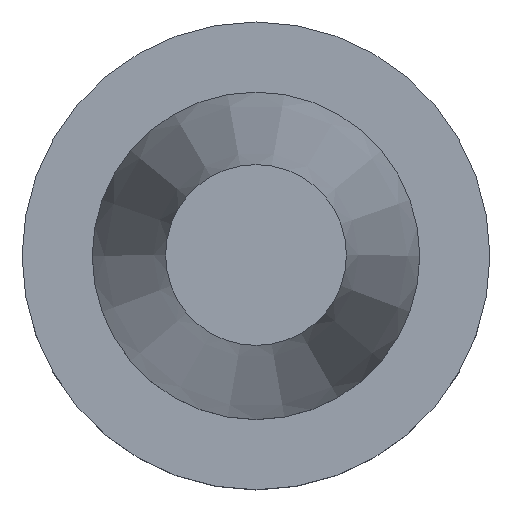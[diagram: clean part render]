
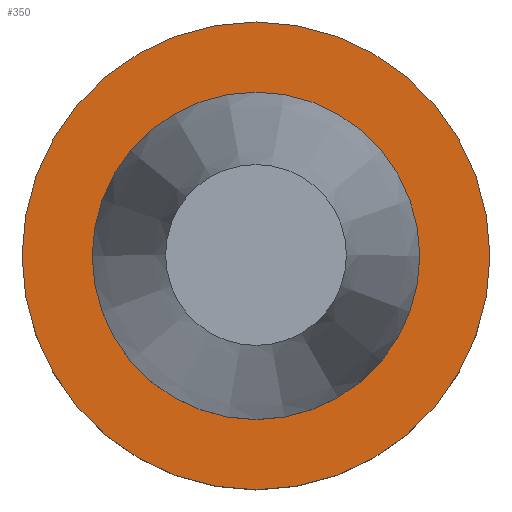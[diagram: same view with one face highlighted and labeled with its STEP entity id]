
A CAD part, top view. The second image highlights one B-rep face of the part: STEP entity #350.
In plain terms, the highlighted planar face has unit normal (0, 0, 1).
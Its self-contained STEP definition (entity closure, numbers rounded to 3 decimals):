
#28 = AXIS2_PLACEMENT_3D ( 'NONE', #88, #384, #240 ) ;
#35 = CIRCLE ( 'NONE', #214, 31.75 ) ;
#54 = DIRECTION ( 'NONE',  ( 1., 0., 0. ) ) ;
#81 = EDGE_CURVE ( 'NONE', #326, #326, #35, .T. ) ;
#88 = CARTESIAN_POINT ( 'NONE',  ( 0., 0., -3.175 ) ) ;
#113 = CARTESIAN_POINT ( 'NONE',  ( 0., 0., -3.175 ) ) ;
#119 = CARTESIAN_POINT ( 'NONE',  ( 31.75, 0., -3.175 ) ) ;
#137 = FACE_OUTER_BOUND ( 'NONE', #146, .T. ) ;
#143 = EDGE_CURVE ( 'NONE', #355, #355, #199, .T. ) ;
#146 = EDGE_LOOP ( 'NONE', ( #321 ) ) ;
#170 = CARTESIAN_POINT ( 'NONE',  ( 0., 31.75, -3.175 ) ) ;
#174 = ORIENTED_EDGE ( 'NONE', *, *, #143, .F. ) ;
#193 = AXIS2_PLACEMENT_3D ( 'NONE', #170, #375, #287 ) ;
#199 = CIRCLE ( 'NONE', #28, 22.225 ) ;
#208 = CARTESIAN_POINT ( 'NONE',  ( 22.225, 0., -3.175 ) ) ;
#214 = AXIS2_PLACEMENT_3D ( 'NONE', #113, #247, #54 ) ;
#240 = DIRECTION ( 'NONE',  ( 1., 0., 0. ) ) ;
#247 = DIRECTION ( 'NONE',  ( 0., 0., 1. ) ) ;
#259 = PLANE ( 'NONE',  #193 ) ;
#287 = DIRECTION ( 'NONE',  ( -1., 0., 0. ) ) ;
#321 = ORIENTED_EDGE ( 'NONE', *, *, #81, .T. ) ;
#326 = VERTEX_POINT ( 'NONE', #119 ) ;
#348 = FACE_BOUND ( 'NONE', #379, .T. ) ;
#350 = ADVANCED_FACE ( 'NONE', ( #348, #137 ), #259, .F. ) ;
#355 = VERTEX_POINT ( 'NONE', #208 ) ;
#375 = DIRECTION ( 'NONE',  ( 0., 0., -1. ) ) ;
#379 = EDGE_LOOP ( 'NONE', ( #174 ) ) ;
#384 = DIRECTION ( 'NONE',  ( 0., 0., 1. ) ) ;
